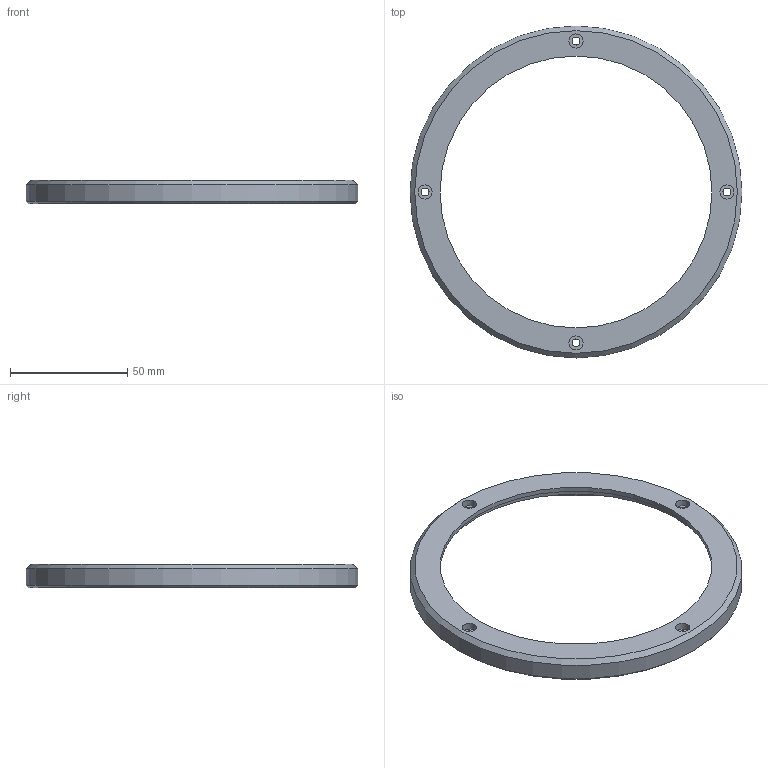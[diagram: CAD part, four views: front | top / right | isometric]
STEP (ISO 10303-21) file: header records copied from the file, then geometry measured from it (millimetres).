
FILE_DESCRIPTION(/* description */ (''),/* implementation_level */ '2;1');
FILE_NAME(/* name */ 'bearing_cap.step',/* time_stamp */ '2026-02-16T15:08:37-08:00',/* author */ (''),/* organization */ (''),/* preprocessor_version */ 'ST-DEVELOPER v20.1',/* originating_system */ 'Autodesk Translation Framework v14.24.0.0',/* authorisation */ '');
FILE_SCHEMA (('AUTOMOTIVE_DESIGN { 1 0 10303 214 3 1 1 }'));
Length unit declared in the file: millimetre
Products named in the file (4): Manuel 1.0; V4 robot arm; Waist; Bearing cap
Assembly tree (3 placements, depth 4):
  Manuel 1.0
    V4 robot arm
      Waist
        Bearing cap
Bounding box: 141.65 x 141.65 x 10 mm (x, y, z)
Volume: 27814.2 mm3; surface area: 18299.7 mm2
Topology: 1 solids, 1 shells, 29 faces, 61 edges, 40 vertices
Faces by surface type: cylinder 15, plane 12, cone 2
Full cylindrical faces by diameter (mm): 3.4 x4, 6 x4, 116 x1, 120 x1, 141.654 x1
Entity records: 911 total; most frequent: DIRECTION 165, CARTESIAN_POINT 137, ORIENTED_EDGE 122, AXIS2_PLACEMENT_3D 68, EDGE_CURVE 61, EDGE_LOOP 45, VERTEX_POINT 40, CIRCLE 32
